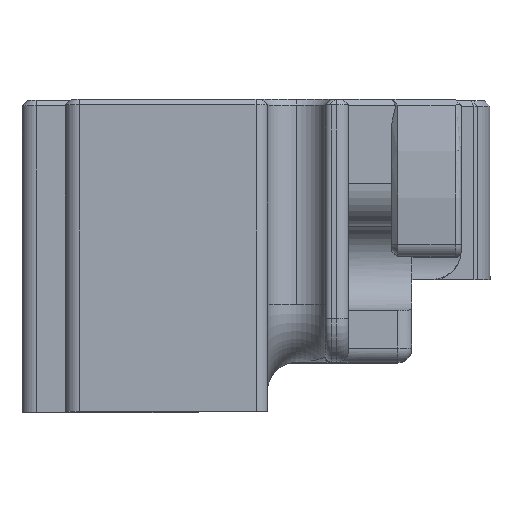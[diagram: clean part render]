
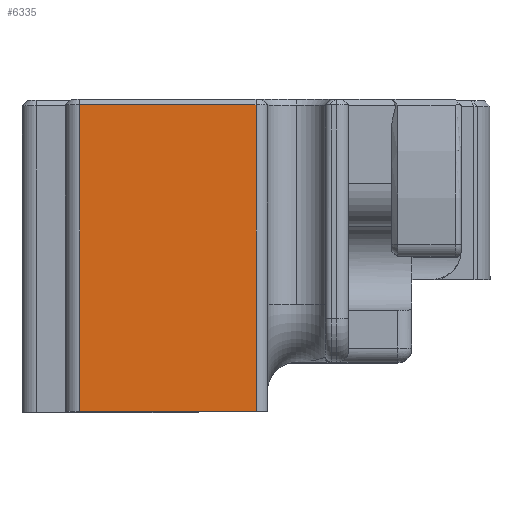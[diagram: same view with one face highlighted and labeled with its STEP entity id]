
A CAD part, top view. The second image highlights one B-rep face of the part: STEP entity #6335.
In plain terms, the highlighted planar face has unit normal (0, 0, 1).
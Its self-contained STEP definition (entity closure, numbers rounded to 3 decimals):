
#535=FACE_OUTER_BOUND('',#891,.T.);
#891=EDGE_LOOP('',(#5718,#5719,#5720,#5721));
#1488=LINE('',#10053,#2151);
#1766=LINE('',#10780,#2429);
#1767=LINE('',#10783,#2430);
#1768=LINE('',#10784,#2431);
#2151=VECTOR('',#7985,10.);
#2429=VECTOR('',#8671,10.);
#2430=VECTOR('',#8674,10.);
#2431=VECTOR('',#8675,10.);
#2819=VERTEX_POINT('',#9996);
#2825=VERTEX_POINT('',#10051);
#3012=VERTEX_POINT('',#10778);
#3013=VERTEX_POINT('',#10782);
#3587=EDGE_CURVE('',#2819,#2825,#1488,.T.);
#3925=EDGE_CURVE('',#2825,#3012,#1766,.T.);
#3926=EDGE_CURVE('',#3012,#3013,#1767,.T.);
#3927=EDGE_CURVE('',#3013,#2819,#1768,.T.);
#5718=ORIENTED_EDGE('',*,*,#3926,.F.);
#5719=ORIENTED_EDGE('',*,*,#3925,.F.);
#5720=ORIENTED_EDGE('',*,*,#3587,.F.);
#5721=ORIENTED_EDGE('',*,*,#3927,.F.);
#5993=PLANE('',#6909);
#6335=ADVANCED_FACE('',(#535),#5993,.F.);
#6909=AXIS2_PLACEMENT_3D('',#10781,#8672,#8673);
#7985=DIRECTION('',(1.,0.,0.));
#8671=DIRECTION('',(0.,-1.,0.));
#8672=DIRECTION('center_axis',(0.,0.,
-1.));
#8673=DIRECTION('ref_axis',(-1.,0.,0.));
#8674=DIRECTION('',(-1.,0.,0.));
#8675=DIRECTION('',(0.,1.,0.));
#9996=CARTESIAN_POINT('',(-71.829,149.742,40.967));
#10051=CARTESIAN_POINT('',(-59.629,149.742,40.967));
#10053=CARTESIAN_POINT('',(-60.379,149.742,40.967));
#10778=CARTESIAN_POINT('',(-59.629,128.542,40.967));
#10780=CARTESIAN_POINT('',(-59.629,129.842,40.967));
#10781=CARTESIAN_POINT('Origin',(-53.729,108.542,40.967));
#10782=CARTESIAN_POINT('',(-71.829,128.542,40.967));
#10783=CARTESIAN_POINT('',(-56.679,128.542,40.967));
#10784=CARTESIAN_POINT('',(-71.829,118.542,40.967));
